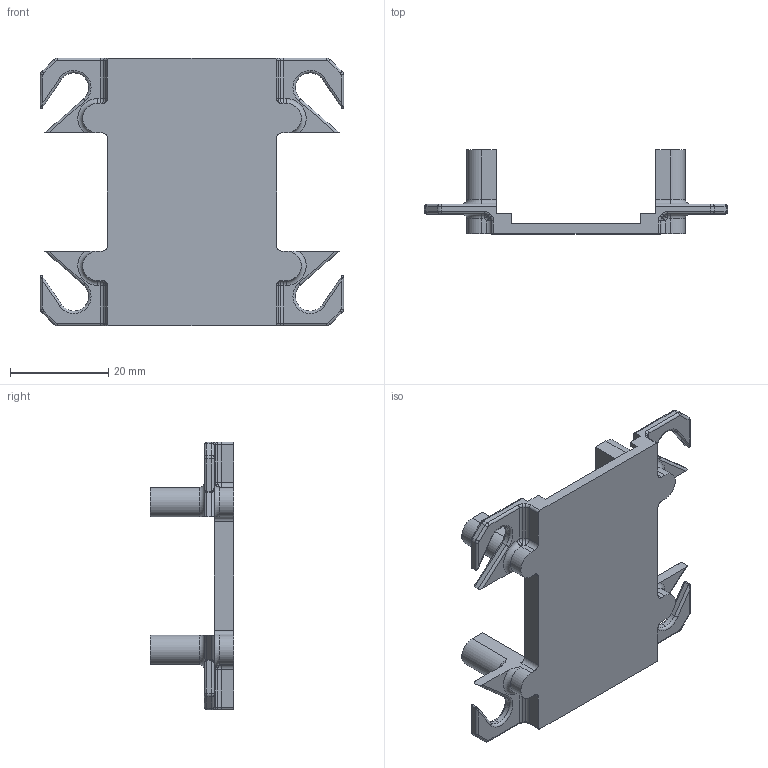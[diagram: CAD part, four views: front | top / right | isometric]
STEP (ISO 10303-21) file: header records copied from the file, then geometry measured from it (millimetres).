
FILE_DESCRIPTION (( 'STEP AP214' ), '1' );
FILE_NAME ('FCMountingPlate.STEP', '2025-10-21T06:36:08', ( '' ), ( '' ), 'SwSTEP 2.0', 'SolidWorks 2025', '' );
FILE_SCHEMA (( 'AUTOMOTIVE_DESIGN' ));
Length unit declared in the file: millimetre
Products named in the file (1): FCMountingPlate
Bounding box: 61.58 x 17 x 54.4 mm (x, y, z)
Volume: 6822 mm3; surface area: 7660.1 mm2
Topology: 1 solids, 1 shells, 252 faces, 638 edges, 368 vertices
Faces by surface type: cylinder 114, plane 70, torus 44, cone 8, sphere 8, bspline 8
Entity records: 7777 total; most frequent: CARTESIAN_POINT 1787, DIRECTION 1328, ORIENTED_EDGE 1228, EDGE_CURVE 614, AXIS2_PLACEMENT_3D 501, VERTEX_POINT 368, VECTOR 326, LINE 326
